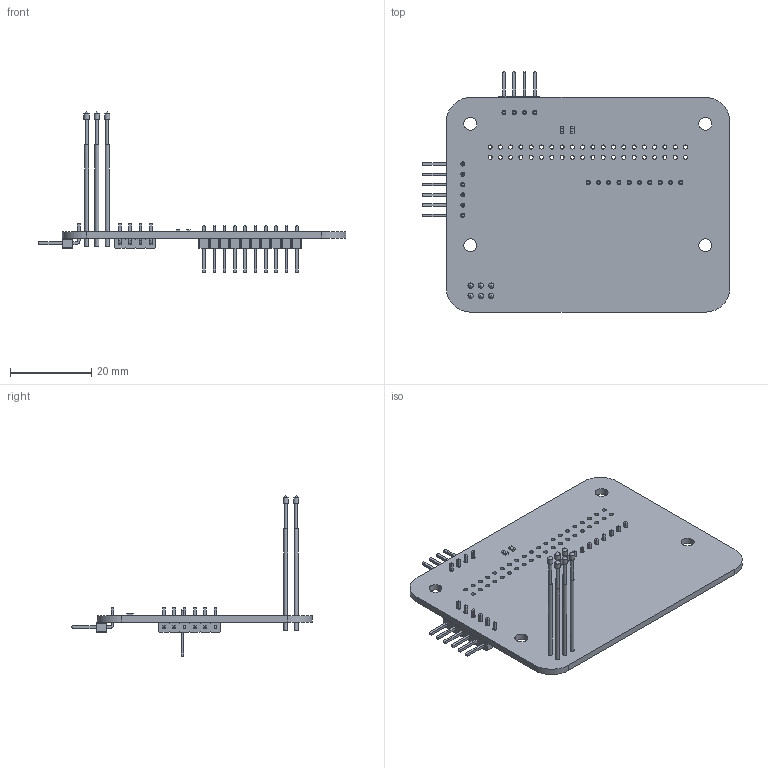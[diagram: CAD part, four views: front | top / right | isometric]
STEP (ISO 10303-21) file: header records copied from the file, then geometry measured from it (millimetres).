
FILE_DESCRIPTION(('KiCad electronic assembly'),'2;1');
FILE_NAME('prog-jig.stp','2017-12-02T00:20:04',('An Author'),( 'A Company'),'Open CASCADE STEP processor 6.8', 'KiCad to STEP converter','Unknown');
FILE_SCHEMA(('AUTOMOTIVE_DESIGN_CC2 { 1 2 10303 214 -1 1 5 4 }'));
Length unit declared in the file: millimetre
Products named in the file (14): Open CASCADE STEP translator 6.8 1; Pin_Header_Straight_1x10_Pitch2.54mm; SOLID; POGO; R_0603; Socket_Strip_Straight_2x20_Pitch2.54mm; Pin_Header_Angled_1x04_Pitch2.54mm; Pin_Header_Angled_1x06_Pitch2.54mm; COMPOUND
Assembly tree (19 placements, depth 3):
  Open CASCADE STEP translator 6.8 1
    Pin_Header_Straight_1x10_Pitch2.54mm
      SOLID
    POGO  x6
      SOLID
      SOLID
    R_0603  x2
      SOLID
    Socket_Strip_Straight_2x20_Pitch2.54mm
    Pin_Header_Angled_1x04_Pitch2.54mm
      SOLID
    Pin_Header_Angled_1x06_Pitch2.54mm
      SOLID
    COMPOUND
Bounding box: 75.98 x 59.3 x 39.84 mm (x, y, z)
Volume: 6308.2 mm3; surface area: 9689.5 mm2
Topology: 18 solids, 18 shells, 716 faces, 1760 edges, 1120 vertices
Faces by surface type: plane 582, cylinder 128, cone 6
Full cylindrical faces by diameter (mm): 0.72 x6, 1 x66, 1.01 x6, 1.3 x6, 3.2 x4
Entity records: 47739 total; most frequent: CARTESIAN_POINT 10523, DIRECTION 6109, LINE 4318, VECTOR 4318, ORIENTED_EDGE 3242, PCURVE 3242, DEFINITIONAL_REPRESENTATION 3242, EDGE_CURVE 1621
